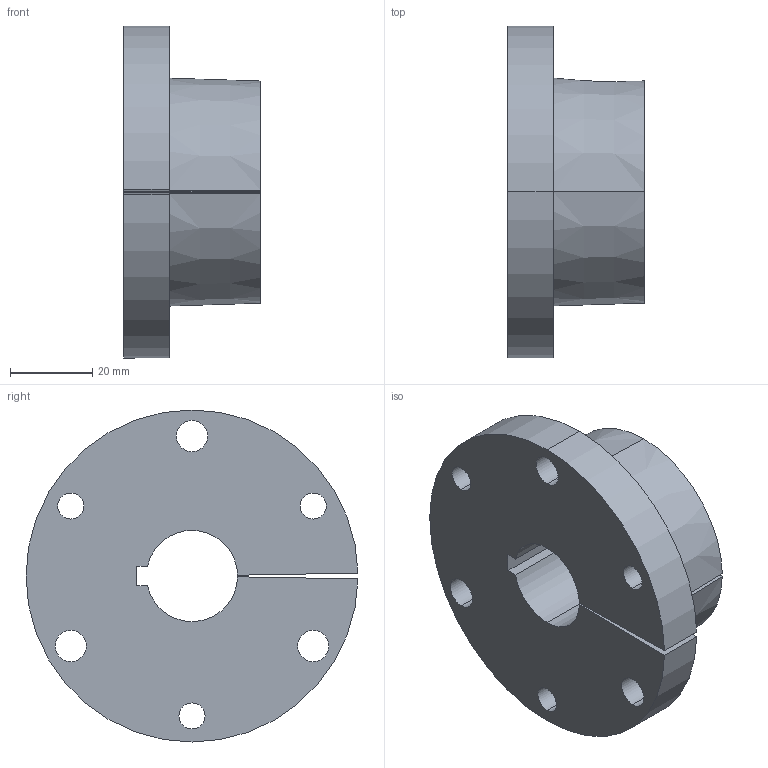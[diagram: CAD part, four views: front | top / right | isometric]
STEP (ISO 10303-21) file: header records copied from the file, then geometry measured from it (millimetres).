
FILE_DESCRIPTION (( 'STEP AP214' ), '1' );
FILE_NAME ('QD-SDS-0875.step', '2015-04-08T20:53:44', ( '' ), ( '' ), 'SwSTEP 2.0', 'SolidWorks 2014', '' );
FILE_SCHEMA (( 'AUTOMOTIVE_DESIGN' ));
Length unit declared in the file: inch
Products named in the file (1): QD-SDS-0875
Bounding box: 33.34 x 80.96 x 80.96 mm (x, y, z)
Volume: 93323.1 mm3; surface area: 20814.6 mm2
Topology: 1 solids, 1 shells, 29 faces, 81 edges, 54 vertices
Faces by surface type: cylinder 18, plane 8, cone 3
Entity records: 1023 total; most frequent: DIRECTION 181, CARTESIAN_POINT 171, ORIENTED_EDGE 162, EDGE_CURVE 81, AXIS2_PLACEMENT_3D 72, VERTEX_POINT 54, CIRCLE 42, EDGE_LOOP 41
